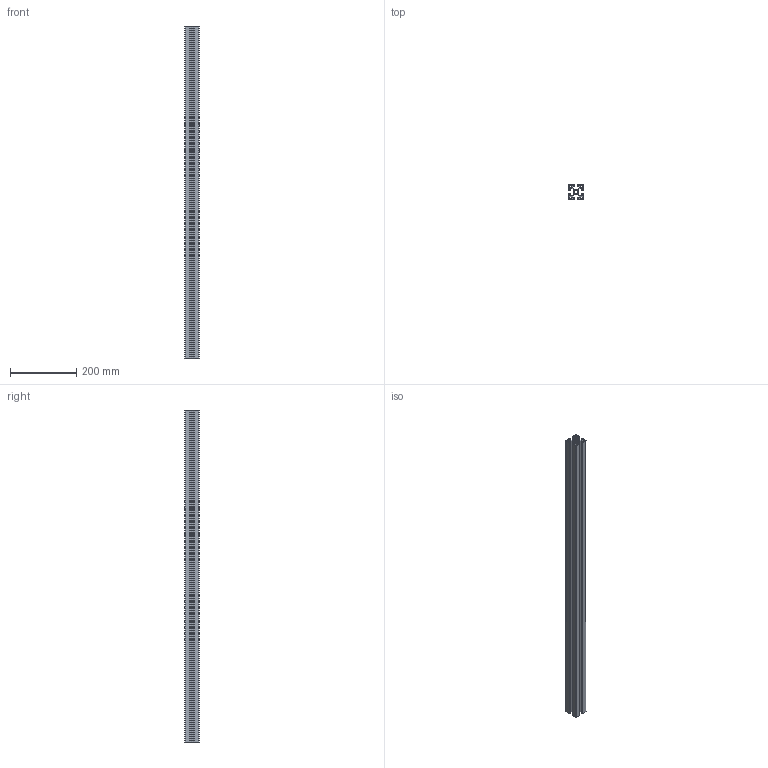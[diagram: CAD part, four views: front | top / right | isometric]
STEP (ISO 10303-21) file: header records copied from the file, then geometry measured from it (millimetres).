
FILE_DESCRIPTION (( 'STEP AP203' ), '1' );
FILE_NAME ('45 x 45 A SÝGMA PROFÝL.STEP', '2014-09-19T07:01:11', ( 'Kadir' ), ( '' ), 'SwSTEP 2.0', 'SolidWorks 2014', '' );
FILE_SCHEMA (( 'CONFIG_CONTROL_DESIGN' ));
Length unit declared in the file: millimetre
Products named in the file (1): 45 x 45 A  SÝGMA PROFÝL
Bounding box: 45 x 45 x 1000 mm (x, y, z)
Volume: 741309.1 mm3; surface area: 547900 mm2
Topology: 1 solids, 1 shells, 145 faces, 431 edges, 288 vertices
Faces by surface type: plane 98, cylinder 47
Entity records: 4952 total; most frequent: CARTESIAN_POINT 865, ORIENTED_EDGE 862, DIRECTION 817, EDGE_CURVE 431, VECTOR 337, LINE 337, VERTEX_POINT 288, AXIS2_PLACEMENT_3D 240
